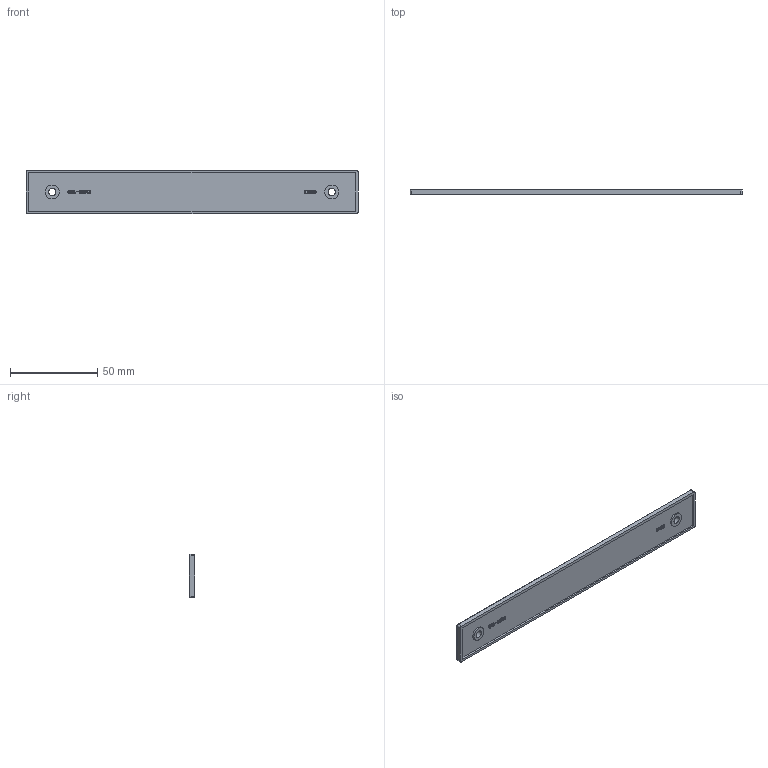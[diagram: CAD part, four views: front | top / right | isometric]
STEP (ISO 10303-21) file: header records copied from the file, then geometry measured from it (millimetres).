
FILE_DESCRIPTION(('Creo Elements/Direct Modeling STEP Export'),'2;1');
FILE_NAME('2589-190.stp','2022-07-22T 9:36:16',(''),(''),'Creo Elements/Direct Modeling STEP processor for AP214 (Solid Model)','Creo Elements/Direct Modeling 20.0 12-Nov-2016 (C) Parametric Technology GmbH','');
FILE_SCHEMA(('AUTOMOTIVE_DESIGN { 1 0 10303 214 1 1 1 1 }'));
Length unit declared in the file: millimetre
Products named in the file (2): ZN-11754
Assembly tree (1 placements, depth 2):
  ZN-11754
    ZN-11754
Bounding box: 190 x 3 x 25 mm (x, y, z)
Volume: 9276.5 mm3; surface area: 11582.7 mm2
Topology: 1 solids, 1 shells, 860 faces, 2391 edges, 1524 vertices
Faces by surface type: plane 645, cylinder 103, bspline 80, torus 32
Entity records: 41542 total; most frequent: CARTESIAN_POINT 20803, ORIENTED_EDGE 4718, DIRECTION 3559, EDGE_CURVE 2359, VECTOR 1903, LINE 1903, VERTEX_POINT 1524, EDGE_LOOP 887
